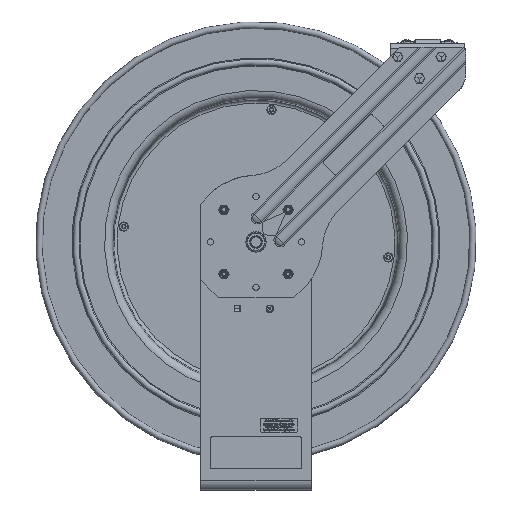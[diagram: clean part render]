
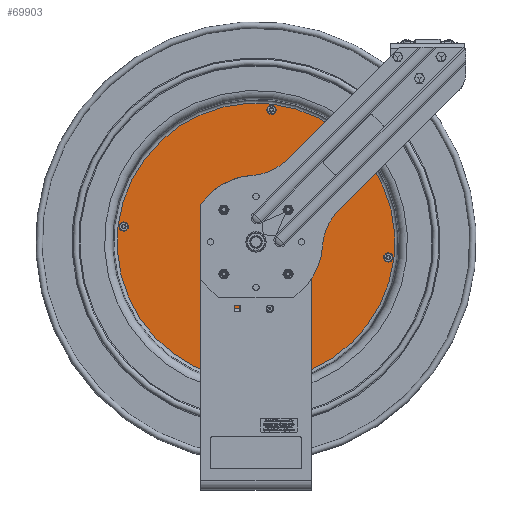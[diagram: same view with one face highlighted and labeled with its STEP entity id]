
A CAD part, top view. The second image highlights one B-rep face of the part: STEP entity #69903.
In plain terms, the highlighted planar face has unit normal (0, 0, 1).
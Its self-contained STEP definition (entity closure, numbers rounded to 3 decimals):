
#3758=FACE_BOUND('',#9043,.T.);
#3759=FACE_BOUND('',#9044,.T.);
#3760=FACE_BOUND('',#9045,.T.);
#3761=FACE_BOUND('',#9046,.T.);
#3762=FACE_BOUND('',#9047,.T.);
#3763=FACE_BOUND('',#9048,.T.);
#3764=FACE_BOUND('',#9049,.T.);
#3765=FACE_BOUND('',#9050,.T.);
#4489=PLANE('',#74206);
#6334=FACE_OUTER_BOUND('',#9042,.T.);
#9042=EDGE_LOOP('',(#56590,#56591));
#9043=EDGE_LOOP('',(#56592));
#9044=EDGE_LOOP('',(#56593,#56594,#56595,#56596));
#9045=EDGE_LOOP('',(#56597,#56598,#56599,#56600));
#9046=EDGE_LOOP('',(#56601,#56602,#56603,#56604));
#9047=EDGE_LOOP('',(#56605));
#9048=EDGE_LOOP('',(#56606));
#9049=EDGE_LOOP('',(#56607));
#9050=EDGE_LOOP('',(#56608));
#13413=LINE('',#112289,#20217);
#13414=LINE('',#112291,#20218);
#13415=LINE('',#112293,#20219);
#13416=LINE('',#112294,#20220);
#13417=LINE('',#112297,#20221);
#13418=LINE('',#112299,#20222);
#13419=LINE('',#112301,#20223);
#13420=LINE('',#112302,#20224);
#13421=LINE('',#112305,#20225);
#13422=LINE('',#112307,#20226);
#13423=LINE('',#112309,#20227);
#13424=LINE('',#112310,#20228);
#20217=VECTOR('',#84074,0.394);
#20218=VECTOR('',#84075,0.394);
#20219=VECTOR('',#84076,0.394);
#20220=VECTOR('',#84077,0.394);
#20221=VECTOR('',#84078,0.394);
#20222=VECTOR('',#84079,0.394);
#20223=VECTOR('',#84080,0.394);
#20224=VECTOR('',#84081,0.394);
#20225=VECTOR('',#84082,0.394);
#20226=VECTOR('',#84083,0.394);
#20227=VECTOR('',#84084,0.394);
#20228=VECTOR('',#84085,0.394);
#25606=CIRCLE('',#74207,7.564);
#25607=CIRCLE('',#74208,7.564);
#25608=CIRCLE('',#74209,0.94);
#25609=CIRCLE('',#74210,0.155);
#25610=CIRCLE('',#74211,0.155);
#25611=CIRCLE('',#74212,0.155);
#25612=CIRCLE('',#74213,0.155);
#31556=VERTEX_POINT('',#112281);
#31557=VERTEX_POINT('',#112282);
#31558=VERTEX_POINT('',#112285);
#31559=VERTEX_POINT('',#112287);
#31560=VERTEX_POINT('',#112288);
#31561=VERTEX_POINT('',#112290);
#31562=VERTEX_POINT('',#112292);
#31563=VERTEX_POINT('',#112295);
#31564=VERTEX_POINT('',#112296);
#31565=VERTEX_POINT('',#112298);
#31566=VERTEX_POINT('',#112300);
#31567=VERTEX_POINT('',#112303);
#31568=VERTEX_POINT('',#112304);
#31569=VERTEX_POINT('',#112306);
#31570=VERTEX_POINT('',#112308);
#31571=VERTEX_POINT('',#112311);
#31572=VERTEX_POINT('',#112313);
#31573=VERTEX_POINT('',#112315);
#31574=VERTEX_POINT('',#112317);
#42398=EDGE_CURVE('',#31556,#31557,#25606,.T.);
#42399=EDGE_CURVE('',#31557,#31556,#25607,.T.);
#42400=EDGE_CURVE('',#31558,#31558,#25608,.T.);
#42401=EDGE_CURVE('',#31559,#31560,#13413,.T.);
#42402=EDGE_CURVE('',#31560,#31561,#13414,.T.);
#42403=EDGE_CURVE('',#31561,#31562,#13415,.T.);
#42404=EDGE_CURVE('',#31562,#31559,#13416,.T.);
#42405=EDGE_CURVE('',#31563,#31564,#13417,.T.);
#42406=EDGE_CURVE('',#31564,#31565,#13418,.T.);
#42407=EDGE_CURVE('',#31565,#31566,#13419,.T.);
#42408=EDGE_CURVE('',#31566,#31563,#13420,.T.);
#42409=EDGE_CURVE('',#31567,#31568,#13421,.T.);
#42410=EDGE_CURVE('',#31568,#31569,#13422,.T.);
#42411=EDGE_CURVE('',#31569,#31570,#13423,.T.);
#42412=EDGE_CURVE('',#31570,#31567,#13424,.T.);
#42413=EDGE_CURVE('',#31571,#31571,#25609,.T.);
#42414=EDGE_CURVE('',#31572,#31572,#25610,.T.);
#42415=EDGE_CURVE('',#31573,#31573,#25611,.T.);
#42416=EDGE_CURVE('',#31574,#31574,#25612,.T.);
#56590=ORIENTED_EDGE('',*,*,#42398,.F.);
#56591=ORIENTED_EDGE('',*,*,#42399,.F.);
#56592=ORIENTED_EDGE('',*,*,#42400,.T.);
#56593=ORIENTED_EDGE('',*,*,#42401,.T.);
#56594=ORIENTED_EDGE('',*,*,#42402,.T.);
#56595=ORIENTED_EDGE('',*,*,#42403,.T.);
#56596=ORIENTED_EDGE('',*,*,#42404,.T.);
#56597=ORIENTED_EDGE('',*,*,#42405,.T.);
#56598=ORIENTED_EDGE('',*,*,#42406,.T.);
#56599=ORIENTED_EDGE('',*,*,#42407,.T.);
#56600=ORIENTED_EDGE('',*,*,#42408,.T.);
#56601=ORIENTED_EDGE('',*,*,#42409,.T.);
#56602=ORIENTED_EDGE('',*,*,#42410,.T.);
#56603=ORIENTED_EDGE('',*,*,#42411,.T.);
#56604=ORIENTED_EDGE('',*,*,#42412,.T.);
#56605=ORIENTED_EDGE('',*,*,#42413,.T.);
#56606=ORIENTED_EDGE('',*,*,#42414,.T.);
#56607=ORIENTED_EDGE('',*,*,#42415,.T.);
#56608=ORIENTED_EDGE('',*,*,#42416,.T.);
#69903=ADVANCED_FACE('',(#6334,#3758,#3759,#3760,#3761,#3762,#3763,#3764,
#3765),#4489,.T.);
#74206=AXIS2_PLACEMENT_3D('',#112280,#84066,#84067);
#74207=AXIS2_PLACEMENT_3D('',#112283,#84068,#84069);
#74208=AXIS2_PLACEMENT_3D('',#112284,#84070,#84071);
#74209=AXIS2_PLACEMENT_3D('',#112286,#84072,#84073);
#74210=AXIS2_PLACEMENT_3D('',#112312,#84086,#84087);
#74211=AXIS2_PLACEMENT_3D('',#112314,#84088,#84089);
#74212=AXIS2_PLACEMENT_3D('',#112316,#84090,#84091);
#74213=AXIS2_PLACEMENT_3D('',#112318,#84092,#84093);
#84066=DIRECTION('center_axis',(0.,0.,
1.));
#84067=DIRECTION('ref_axis',(0.116,0.993,0.));
#84068=DIRECTION('center_axis',(0.,0.,
-1.));
#84069=DIRECTION('ref_axis',(-0.993,0.116,0.));
#84070=DIRECTION('center_axis',(0.,0.,
-1.));
#84071=DIRECTION('ref_axis',(-0.993,0.116,0.));
#84072=DIRECTION('center_axis',(0.,0.,
-1.));
#84073=DIRECTION('ref_axis',(0.993,-0.116,0.));
#84074=DIRECTION('',(0.116,0.993,0.));
#84075=DIRECTION('',(0.993,-0.116,0.));
#84076=DIRECTION('',(-0.116,-0.993,0.));
#84077=DIRECTION('',(-0.993,0.116,0.));
#84078=DIRECTION('',(-0.993,0.116,0.));
#84079=DIRECTION('',(0.116,0.993,0.));
#84080=DIRECTION('',(0.993,-0.116,0.));
#84081=DIRECTION('',(-0.116,-0.993,0.));
#84082=DIRECTION('',(0.116,0.993,0.));
#84083=DIRECTION('',(0.993,-0.116,0.));
#84084=DIRECTION('',(-0.116,-0.993,0.));
#84085=DIRECTION('',(-0.993,0.116,0.));
#84086=DIRECTION('center_axis',(0.,0.,
-1.));
#84087=DIRECTION('ref_axis',(0.993,-0.116,0.));
#84088=DIRECTION('center_axis',(0.,0.,
-1.));
#84089=DIRECTION('ref_axis',(-0.116,-0.993,0.));
#84090=DIRECTION('center_axis',(0.,0.,
-1.));
#84091=DIRECTION('ref_axis',(0.116,0.993,0.));
#84092=DIRECTION('center_axis',(0.,0.,
-1.));
#84093=DIRECTION('ref_axis',(-0.993,0.116,0.));
#112280=CARTESIAN_POINT('Origin',(-3.756,0.429,-2.985));
#112281=CARTESIAN_POINT('',(-7.513,0.869,-2.985));
#112282=CARTESIAN_POINT('',(0.879,7.503,-2.985));
#112283=CARTESIAN_POINT('Origin',(0.,-0.01,
-2.985));
#112284=CARTESIAN_POINT('Origin',(0.,-0.01,
-2.985));
#112285=CARTESIAN_POINT('',(-0.934,0.099,-2.985));
#112286=CARTESIAN_POINT('Origin',(0.,-0.01,
-2.985));
#112287=CARTESIAN_POINT('',(-1.756,-0.821,-2.985));
#112288=CARTESIAN_POINT('',(-1.724,-0.554,-2.985));
#112289=CARTESIAN_POINT('',(-1.697,-0.319,-2.985));
#112290=CARTESIAN_POINT('',(-1.458,-0.585,-2.985));
#112291=CARTESIAN_POINT('',(-2.784,-0.43,-2.985));
#112292=CARTESIAN_POINT('',(-1.489,-0.852,-2.985));
#112293=CARTESIAN_POINT('',(-1.415,-0.217,-2.985));
#112294=CARTESIAN_POINT('',(-2.682,-0.712,-2.985));
#112295=CARTESIAN_POINT('',(0.321,1.579,-2.985));
#112296=CARTESIAN_POINT('',(0.055,1.611,-2.985));
#112297=CARTESIAN_POINT('',(-1.624,1.807,-2.985));
#112298=CARTESIAN_POINT('',(0.086,1.877,-2.985));
#112299=CARTESIAN_POINT('',(-0.039,0.808,-2.985));
#112300=CARTESIAN_POINT('',(0.352,1.846,-2.985));
#112301=CARTESIAN_POINT('',(-1.726,2.089,-2.985));
#112302=CARTESIAN_POINT('',(0.243,0.91,-2.985));
#112303=CARTESIAN_POINT('',(1.255,-1.173,-2.985));
#112304=CARTESIAN_POINT('',(1.286,-0.906,-2.985));
#112305=CARTESIAN_POINT('',(1.314,-0.672,-2.985));
#112306=CARTESIAN_POINT('',(1.552,-0.938,-2.985));
#112307=CARTESIAN_POINT('',(-1.278,-0.607,-2.985));
#112308=CARTESIAN_POINT('',(1.521,-1.204,-2.985));
#112309=CARTESIAN_POINT('',(1.595,-0.57,-2.985));
#112310=CARTESIAN_POINT('',(-1.176,-0.888,-2.985));
#112311=CARTESIAN_POINT('',(0.688,7.209,-2.985));
#112312=CARTESIAN_POINT('Origin',(0.842,7.191,-2.985));
#112313=CARTESIAN_POINT('',(7.219,-0.698,-2.985));
#112314=CARTESIAN_POINT('Origin',(7.201,-0.852,-2.985));
#112315=CARTESIAN_POINT('',(-7.219,0.678,-2.985));
#112316=CARTESIAN_POINT('Origin',(-7.201,0.832,-2.985));
#112317=CARTESIAN_POINT('',(-0.688,-7.229,-2.985));
#112318=CARTESIAN_POINT('Origin',(-0.842,-7.211,
-2.985));
